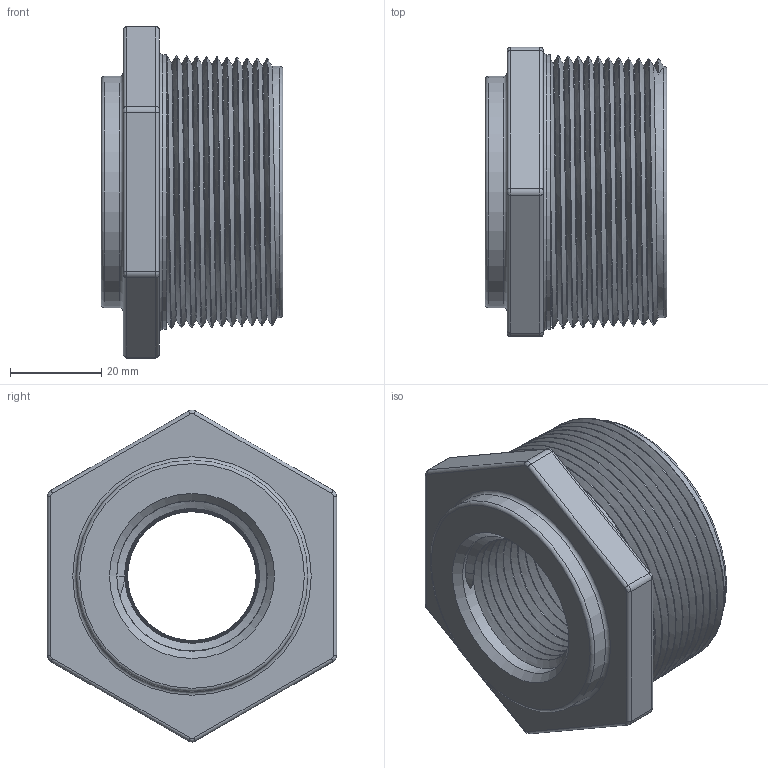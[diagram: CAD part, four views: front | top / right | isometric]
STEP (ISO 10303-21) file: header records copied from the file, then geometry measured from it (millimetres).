
FILE_DESCRIPTION(/* description */ ('2" X 1" REDUCER BUSHING'),/* implementation_level */ '2;1');
FILE_NAME(/* name */ 'RB200-100.stp',/* time_stamp */ '2014-11-20T14:32:01-05:00',/* author */ ('mclevenger'),/* organization */ (''),/* preprocessor_version */ 'ST-DEVELOPER v15.2',/* originating_system */ 'Autodesk Inventor 2014',/* authorisation */ '');
FILE_SCHEMA (('AUTOMOTIVE_DESIGN { 1 0 10303 214 3 1 1 }'));
Length unit declared in the file: inch
Products named in the file (1): RB200-100
Bounding box: 39.88 x 63.5 x 72.85 mm (x, y, z)
Volume: 76731.5 mm3; surface area: 21429.7 mm2
Topology: 1 solids, 1 shells, 88 faces, 210 edges, 127 vertices
Faces by surface type: cone 30, cylinder 22, bspline 18, plane 13, torus 5
Full cylindrical faces by diameter (mm): 50.8 x1, 60.325 x1
Entity records: 6867 total; most frequent: CARTESIAN_POINT 5500, DIRECTION 278, ORIENTED_EDGE 266, EDGE_CURVE 133, AXIS2_PLACEMENT_3D 118, VERTEX_POINT 83, EDGE_LOOP 82, CIRCLE 69
